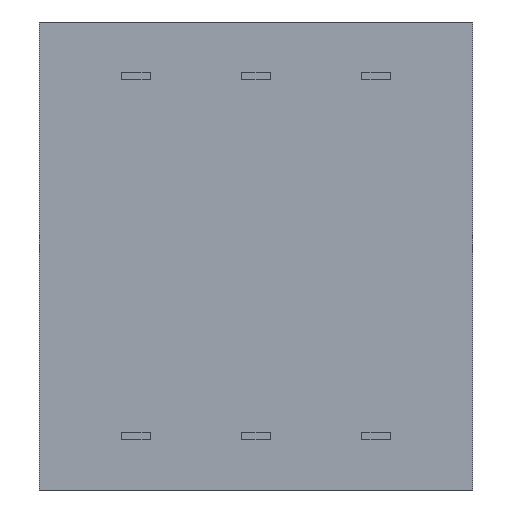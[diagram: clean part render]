
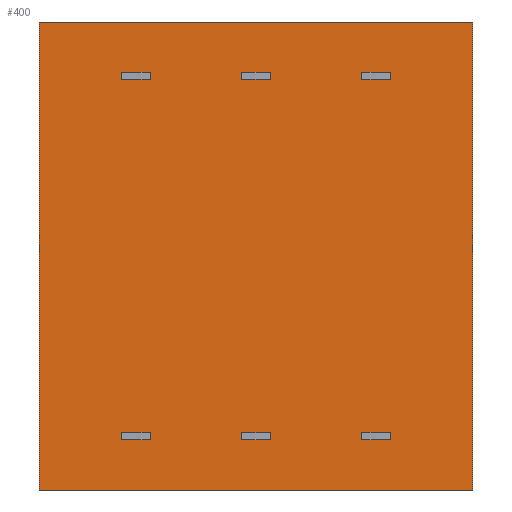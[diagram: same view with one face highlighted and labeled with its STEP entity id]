
A CAD part, front view. The second image highlights one B-rep face of the part: STEP entity #400.
In plain terms, the highlighted planar face has unit normal (0, -1, 0).
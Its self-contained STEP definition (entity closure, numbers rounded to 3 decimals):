
#400=ADVANCED_FACE('',(#1094,#1095,#1096,#1097,#1098,#1099,#1100),#1101,.F.);
#602=VERTEX_POINT('',#1349);
#604=VERTEX_POINT('',#1351);
#606=EDGE_CURVE('',#602,#604,#1353,.T.);
#618=VERTEX_POINT('',#1365);
#620=EDGE_CURVE('',#618,#602,#1367,.T.);
#628=VERTEX_POINT('',#1375);
#630=EDGE_CURVE('',#604,#628,#1377,.T.);
#640=EDGE_CURVE('',#628,#618,#1387,.T.);
#642=VERTEX_POINT('',#1389);
#644=VERTEX_POINT('',#1391);
#646=EDGE_CURVE('',#642,#644,#1393,.T.);
#658=VERTEX_POINT('',#1405);
#660=EDGE_CURVE('',#658,#642,#1407,.T.);
#668=VERTEX_POINT('',#1415);
#670=EDGE_CURVE('',#644,#668,#1417,.T.);
#680=EDGE_CURVE('',#668,#658,#1427,.T.);
#682=VERTEX_POINT('',#1429);
#684=VERTEX_POINT('',#1431);
#686=EDGE_CURVE('',#682,#684,#1433,.T.);
#688=VERTEX_POINT('',#1435);
#690=EDGE_CURVE('',#688,#684,#1437,.T.);
#692=VERTEX_POINT('',#1439);
#694=EDGE_CURVE('',#692,#688,#1441,.T.);
#696=EDGE_CURVE('',#682,#692,#1443,.T.);
#698=VERTEX_POINT('',#1445);
#700=VERTEX_POINT('',#1447);
#702=EDGE_CURVE('',#698,#700,#1449,.T.);
#704=VERTEX_POINT('',#1451);
#706=EDGE_CURVE('',#700,#704,#1453,.T.);
#708=VERTEX_POINT('',#1455);
#710=EDGE_CURVE('',#704,#708,#1457,.T.);
#712=EDGE_CURVE('',#708,#698,#1459,.T.);
#714=VERTEX_POINT('',#1461);
#716=VERTEX_POINT('',#1463);
#718=EDGE_CURVE('',#714,#716,#1465,.T.);
#720=VERTEX_POINT('',#1467);
#722=EDGE_CURVE('',#716,#720,#1469,.T.);
#724=VERTEX_POINT('',#1471);
#726=EDGE_CURVE('',#720,#724,#1473,.T.);
#728=EDGE_CURVE('',#724,#714,#1475,.T.);
#730=VERTEX_POINT('',#1477);
#732=VERTEX_POINT('',#1479);
#734=EDGE_CURVE('',#730,#732,#1481,.T.);
#736=VERTEX_POINT('',#1483);
#738=EDGE_CURVE('',#732,#736,#1485,.T.);
#740=VERTEX_POINT('',#1487);
#742=EDGE_CURVE('',#736,#740,#1489,.T.);
#744=EDGE_CURVE('',#740,#730,#1491,.T.);
#746=VERTEX_POINT('',#1493);
#748=VERTEX_POINT('',#1495);
#750=EDGE_CURVE('',#746,#748,#1497,.T.);
#752=VERTEX_POINT('',#1499);
#754=EDGE_CURVE('',#748,#752,#1501,.T.);
#756=VERTEX_POINT('',#1503);
#758=EDGE_CURVE('',#752,#756,#1505,.T.);
#760=EDGE_CURVE('',#756,#746,#1507,.T.);
#1094=FACE_OUTER_BOUND('',#1831,.T.);
#1095=FACE_BOUND('',#1832,.T.);
#1096=FACE_BOUND('',#1833,.T.);
#1097=FACE_BOUND('',#1834,.T.);
#1098=FACE_BOUND('',#1835,.T.);
#1099=FACE_BOUND('',#1836,.T.);
#1100=FACE_BOUND('',#1837,.T.);
#1101=PLANE('',#1838);
#1349=CARTESIAN_POINT('',(2.24,3.2,3.735));
#1351=CARTESIAN_POINT('',(2.24,3.2,3.885));
#1353=LINE('',#2163,#2164);
#1365=CARTESIAN_POINT('',(2.84,3.2,3.735));
#1367=LINE('',#2185,#2186);
#1375=CARTESIAN_POINT('',(2.84,3.2,3.885));
#1377=LINE('',#2201,#2202);
#1387=LINE('',#2219,#2220);
#1389=CARTESIAN_POINT('',(2.24,3.2,-3.885));
#1391=CARTESIAN_POINT('',(2.24,3.2,-3.735));
#1393=LINE('',#2227,#2228);
#1405=CARTESIAN_POINT('',(2.84,3.2,-3.885));
#1407=LINE('',#2249,#2250);
#1415=CARTESIAN_POINT('',(2.84,3.2,-3.735));
#1417=LINE('',#2265,#2266);
#1427=LINE('',#2283,#2284);
#1429=CARTESIAN_POINT('',(-4.59,3.2,4.95));
#1431=CARTESIAN_POINT('',(-4.59,3.2,-4.95));
#1433=LINE('',#2291,#2292);
#1435=CARTESIAN_POINT('',(4.59,3.2,-4.95));
#1437=LINE('',#2297,#2298);
#1439=CARTESIAN_POINT('',(4.59,3.2,4.95));
#1441=LINE('',#2303,#2304);
#1443=LINE('',#2307,#2308);
#1445=CARTESIAN_POINT('',(0.3,3.2,3.735));
#1447=CARTESIAN_POINT('',(-0.3,3.2,3.735));
#1449=LINE('',#2315,#2316);
#1451=CARTESIAN_POINT('',(-0.3,3.2,3.885));
#1453=LINE('',#2321,#2322);
#1455=CARTESIAN_POINT('',(0.3,3.2,3.885));
#1457=LINE('',#2327,#2328);
#1459=LINE('',#2331,#2332);
#1461=CARTESIAN_POINT('',(0.3,3.2,-3.885));
#1463=CARTESIAN_POINT('',(-0.3,3.2,-3.885));
#1465=LINE('',#2339,#2340);
#1467=CARTESIAN_POINT('',(-0.3,3.2,-3.735));
#1469=LINE('',#2345,#2346);
#1471=CARTESIAN_POINT('',(0.3,3.2,-3.735));
#1473=LINE('',#2351,#2352);
#1475=LINE('',#2355,#2356);
#1477=CARTESIAN_POINT('',(-2.24,3.2,-3.885));
#1479=CARTESIAN_POINT('',(-2.84,3.2,-3.885));
#1481=LINE('',#2363,#2364);
#1483=CARTESIAN_POINT('',(-2.84,3.2,-3.735));
#1485=LINE('',#2369,#2370);
#1487=CARTESIAN_POINT('',(-2.24,3.2,-3.735));
#1489=LINE('',#2375,#2376);
#1491=LINE('',#2379,#2380);
#1493=CARTESIAN_POINT('',(-2.24,3.2,3.735));
#1495=CARTESIAN_POINT('',(-2.84,3.2,3.735));
#1497=LINE('',#2387,#2388);
#1499=CARTESIAN_POINT('',(-2.84,3.2,3.885));
#1501=LINE('',#2393,#2394);
#1503=CARTESIAN_POINT('',(-2.24,3.2,3.885));
#1505=LINE('',#2399,#2400);
#1507=LINE('',#2403,#2404);
#1831=EDGE_LOOP('',(#2999,#3000,#3001,#3002));
#1832=EDGE_LOOP('',(#3003,#3004,#3005,#3006));
#1833=EDGE_LOOP('',(#3007,#3008,#3009,#3010));
#1834=EDGE_LOOP('',(#3011,#3012,#3013,#3014));
#1835=EDGE_LOOP('',(#3015,#3016,#3017,#3018));
#1836=EDGE_LOOP('',(#3019,#3020,#3021,#3022));
#1837=EDGE_LOOP('',(#3023,#3024,#3025,#3026));
#1838=AXIS2_PLACEMENT_3D('',#3027,#3028,#3029);
#2163=CARTESIAN_POINT('',(2.24,3.2,1.905));
#2164=VECTOR('',#3410,1.0);
#2185=CARTESIAN_POINT('',(1.27,3.2,3.735));
#2186=VECTOR('',#3414,1.0);
#2201=CARTESIAN_POINT('',(1.27,3.2,3.885));
#2202=VECTOR('',#3417,1.0);
#2219=CARTESIAN_POINT('',(2.84,3.2,1.905));
#2220=VECTOR('',#3421,1.0);
#2227=CARTESIAN_POINT('',(2.24,3.2,-1.905));
#2228=VECTOR('',#3422,1.0);
#2249=CARTESIAN_POINT('',(1.27,3.2,-3.885));
#2250=VECTOR('',#3426,1.0);
#2265=CARTESIAN_POINT('',(1.27,3.2,-3.735));
#2266=VECTOR('',#3429,1.0);
#2283=CARTESIAN_POINT('',(2.84,3.2,-1.905));
#2284=VECTOR('',#3433,1.0);
#2291=CARTESIAN_POINT('',(-4.59,3.2,0.0));
#2292=VECTOR('',#3434,1.0);
#2297=CARTESIAN_POINT('',(0.0,3.2,-4.95));
#2298=VECTOR('',#3435,1.0);
#2303=CARTESIAN_POINT('',(4.59,3.2,0.0));
#2304=VECTOR('',#3436,1.0);
#2307=CARTESIAN_POINT('',(0.0,3.2,4.95));
#2308=VECTOR('',#3437,1.0);
#2315=CARTESIAN_POINT('',(0.0,3.2,3.735));
#2316=VECTOR('',#3438,1.0);
#2321=CARTESIAN_POINT('',(-0.3,3.2,1.905));
#2322=VECTOR('',#3439,1.0);
#2327=CARTESIAN_POINT('',(0.0,3.2,3.885));
#2328=VECTOR('',#3440,1.0);
#2331=CARTESIAN_POINT('',(0.3,3.2,1.905));
#2332=VECTOR('',#3441,1.0);
#2339=CARTESIAN_POINT('',(0.0,3.2,-3.885));
#2340=VECTOR('',#3442,1.0);
#2345=CARTESIAN_POINT('',(-0.3,3.2,-1.905));
#2346=VECTOR('',#3443,1.0);
#2351=CARTESIAN_POINT('',(0.0,3.2,-3.735));
#2352=VECTOR('',#3444,1.0);
#2355=CARTESIAN_POINT('',(0.3,3.2,-1.905));
#2356=VECTOR('',#3445,1.0);
#2363=CARTESIAN_POINT('',(-1.27,3.2,-3.885));
#2364=VECTOR('',#3446,1.0);
#2369=CARTESIAN_POINT('',(-2.84,3.2,-1.905));
#2370=VECTOR('',#3447,1.0);
#2375=CARTESIAN_POINT('',(-1.27,3.2,-3.735));
#2376=VECTOR('',#3448,1.0);
#2379=CARTESIAN_POINT('',(-2.24,3.2,-1.905));
#2380=VECTOR('',#3449,1.0);
#2387=CARTESIAN_POINT('',(-1.27,3.2,3.735));
#2388=VECTOR('',#3450,1.0);
#2393=CARTESIAN_POINT('',(-2.84,3.2,1.905));
#2394=VECTOR('',#3451,1.0);
#2399=CARTESIAN_POINT('',(-1.27,3.2,3.885));
#2400=VECTOR('',#3452,1.0);
#2403=CARTESIAN_POINT('',(-2.24,3.2,1.905));
#2404=VECTOR('',#3453,1.0);
#2999=ORIENTED_EDGE('',*,*,#686,.T.);
#3000=ORIENTED_EDGE('',*,*,#690,.F.);
#3001=ORIENTED_EDGE('',*,*,#694,.F.);
#3002=ORIENTED_EDGE('',*,*,#696,.F.);
#3003=ORIENTED_EDGE('',*,*,#702,.T.);
#3004=ORIENTED_EDGE('',*,*,#706,.T.);
#3005=ORIENTED_EDGE('',*,*,#710,.T.);
#3006=ORIENTED_EDGE('',*,*,#712,.T.);
#3007=ORIENTED_EDGE('',*,*,#718,.T.);
#3008=ORIENTED_EDGE('',*,*,#722,.T.);
#3009=ORIENTED_EDGE('',*,*,#726,.T.);
#3010=ORIENTED_EDGE('',*,*,#728,.T.);
#3011=ORIENTED_EDGE('',*,*,#734,.T.);
#3012=ORIENTED_EDGE('',*,*,#738,.T.);
#3013=ORIENTED_EDGE('',*,*,#742,.T.);
#3014=ORIENTED_EDGE('',*,*,#744,.T.);
#3015=ORIENTED_EDGE('',*,*,#750,.T.);
#3016=ORIENTED_EDGE('',*,*,#754,.T.);
#3017=ORIENTED_EDGE('',*,*,#758,.T.);
#3018=ORIENTED_EDGE('',*,*,#760,.T.);
#3019=ORIENTED_EDGE('',*,*,#660,.T.);
#3020=ORIENTED_EDGE('',*,*,#646,.T.);
#3021=ORIENTED_EDGE('',*,*,#670,.T.);
#3022=ORIENTED_EDGE('',*,*,#680,.T.);
#3023=ORIENTED_EDGE('',*,*,#620,.T.);
#3024=ORIENTED_EDGE('',*,*,#606,.T.);
#3025=ORIENTED_EDGE('',*,*,#630,.T.);
#3026=ORIENTED_EDGE('',*,*,#640,.T.);
#3027=CARTESIAN_POINT('',(0.0,3.2,0.0));
#3028=DIRECTION('',(0.0,1.0,0.0));
#3029=DIRECTION('',(1.0,0.0,-0.0));
#3410=DIRECTION('',(0.0,0.0,1.0));
#3414=DIRECTION('',(-1.0,0.0,0.0));
#3417=DIRECTION('',(1.0,0.0,0.0));
#3421=DIRECTION('',(0.0,0.0,-1.0));
#3422=DIRECTION('',(0.0,0.0,1.0));
#3426=DIRECTION('',(-1.0,0.0,0.0));
#3429=DIRECTION('',(1.0,0.0,0.0));
#3433=DIRECTION('',(0.0,0.0,-1.0));
#3434=DIRECTION('',(0.0,0.0,-1.0));
#3435=DIRECTION('',(-1.0,0.0,0.0));
#3436=DIRECTION('',(0.0,0.0,-1.0));
#3437=DIRECTION('',(1.0,0.0,0.0));
#3438=DIRECTION('',(-1.0,0.0,0.0));
#3439=DIRECTION('',(0.0,0.0,1.0));
#3440=DIRECTION('',(1.0,0.0,0.0));
#3441=DIRECTION('',(0.0,0.0,-1.0));
#3442=DIRECTION('',(-1.0,0.0,0.0));
#3443=DIRECTION('',(0.0,0.0,1.0));
#3444=DIRECTION('',(1.0,0.0,0.0));
#3445=DIRECTION('',(0.0,0.0,-1.0));
#3446=DIRECTION('',(-1.0,0.0,0.0));
#3447=DIRECTION('',(0.0,0.0,1.0));
#3448=DIRECTION('',(1.0,0.0,0.0));
#3449=DIRECTION('',(0.0,0.0,-1.0));
#3450=DIRECTION('',(-1.0,0.0,0.0));
#3451=DIRECTION('',(0.0,0.0,1.0));
#3452=DIRECTION('',(1.0,0.0,0.0));
#3453=DIRECTION('',(0.0,0.0,-1.0));
